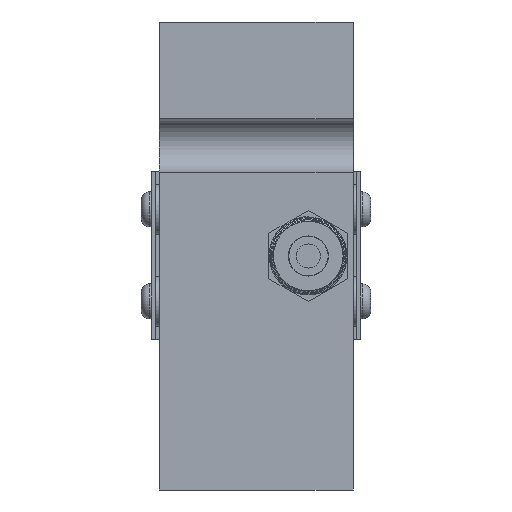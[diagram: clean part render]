
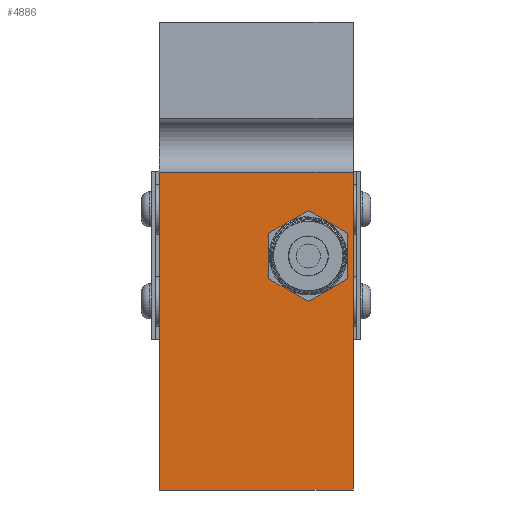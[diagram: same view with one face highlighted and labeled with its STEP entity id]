
A CAD part, left-side view. The second image highlights one B-rep face of the part: STEP entity #4886.
In plain terms, the highlighted planar face has unit normal (-1, 0, 0).
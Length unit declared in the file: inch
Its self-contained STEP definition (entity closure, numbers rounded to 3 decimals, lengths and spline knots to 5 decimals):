
#4045=CARTESIAN_POINT('',(4.99896,4.65094,-1.45));
#4046=VERTEX_POINT('',#4045);
#4053=CARTESIAN_POINT('',(4.99896,7.02594,-1.45));
#4054=VERTEX_POINT('',#4053);
#4055=CARTESIAN_POINT('',(4.99896,7.02594,-1.45));
#4056=DIRECTION('',(0.0,-1.0,0.0));
#4057=VECTOR('',#4056,2.375);
#4058=LINE('',#4055,#4057);
#4059=EDGE_CURVE('',#4054,#4046,#4058,.T.);
#4617=CARTESIAN_POINT('',(4.99896,4.65094,0.0));
#4618=VERTEX_POINT('',#4617);
#4625=CARTESIAN_POINT('',(4.99896,4.65094,0.0));
#4626=DIRECTION('',(0.0,0.0,-1.0));
#4627=VECTOR('',#4626,1.45);
#4628=LINE('',#4625,#4627);
#4629=EDGE_CURVE('',#4618,#4046,#4628,.T.);
#4799=CARTESIAN_POINT('',(4.99896,7.02594,0.0));
#4800=VERTEX_POINT('',#4799);
#4801=CARTESIAN_POINT('',(4.99896,7.02594,0.0));
#4802=DIRECTION('',(0.0,0.0,-1.0));
#4803=VECTOR('',#4802,1.45);
#4804=LINE('',#4801,#4803);
#4805=EDGE_CURVE('',#4800,#4054,#4804,.T.);
#4820=CARTESIAN_POINT('',(4.99896,7.02594,0.0));
#4821=DIRECTION('',(-1.0,0.0,0.0));
#4822=DIRECTION('',(0.0,0.0,1.0));
#4823=AXIS2_PLACEMENT_3D('',#4820,#4821,#4822);
#4824=PLANE('',#4823);
#4825=ORIENTED_EDGE('',*,*,#4059,.T.);
#4826=ORIENTED_EDGE('',*,*,#4629,.F.);
#4827=CARTESIAN_POINT('',(4.99896,4.65094,0.0));
#4828=DIRECTION('',(0.0,1.0,0.0));
#4829=VECTOR('',#4828,2.375);
#4830=LINE('',#4827,#4829);
#4831=EDGE_CURVE('',#4618,#4800,#4830,.T.);
#4832=ORIENTED_EDGE('',*,*,#4831,.T.);
#4833=ORIENTED_EDGE('',*,*,#4805,.T.);
#4834=EDGE_LOOP('',(#4825,#4826,#4832,#4833));
#4835=FACE_OUTER_BOUND('',#4834,.T.);
#4836=CARTESIAN_POINT('',(4.99896,5.10562,-0.8195));
#4837=VERTEX_POINT('',#4836);
#4838=CARTESIAN_POINT('',(4.99896,4.9353,-1.1145));
#4839=VERTEX_POINT('',#4838);
#4840=CARTESIAN_POINT('',(4.99896,5.10562,-0.8195));
#4841=DIRECTION('',(0.0,-0.5,-0.866));
#4842=VECTOR('',#4841,0.34064);
#4843=LINE('',#4840,#4842);
#4844=EDGE_CURVE('',#4837,#4839,#4843,.T.);
#4845=ORIENTED_EDGE('',*,*,#4844,.T.);
#4846=CARTESIAN_POINT('',(4.99896,5.10562,-1.4095));
#4847=VERTEX_POINT('',#4846);
#4848=CARTESIAN_POINT('',(4.99896,4.9353,-1.1145));
#4849=DIRECTION('',(0.0,0.5,-0.866));
#4850=VECTOR('',#4849,0.34064);
#4851=LINE('',#4848,#4850);
#4852=EDGE_CURVE('',#4839,#4847,#4851,.T.);
#4853=ORIENTED_EDGE('',*,*,#4852,.T.);
#4854=CARTESIAN_POINT('',(4.99896,5.44626,-1.4095));
#4855=VERTEX_POINT('',#4854);
#4856=CARTESIAN_POINT('',(4.99896,5.10562,-1.4095));
#4857=DIRECTION('',(0.0,1.0,0.0));
#4858=VECTOR('',#4857,0.34064);
#4859=LINE('',#4856,#4858);
#4860=EDGE_CURVE('',#4847,#4855,#4859,.T.);
#4861=ORIENTED_EDGE('',*,*,#4860,.T.);
#4862=CARTESIAN_POINT('',(4.99896,5.61657,-1.1145));
#4863=VERTEX_POINT('',#4862);
#4864=CARTESIAN_POINT('',(4.99896,5.44626,-1.4095));
#4865=DIRECTION('',(0.0,0.5,0.866));
#4866=VECTOR('',#4865,0.34064);
#4867=LINE('',#4864,#4866);
#4868=EDGE_CURVE('',#4855,#4863,#4867,.T.);
#4869=ORIENTED_EDGE('',*,*,#4868,.T.);
#4870=CARTESIAN_POINT('',(4.99896,5.44626,-0.8195));
#4871=VERTEX_POINT('',#4870);
#4872=CARTESIAN_POINT('',(4.99896,5.61657,-1.1145));
#4873=DIRECTION('',(0.0,-0.5,0.866));
#4874=VECTOR('',#4873,0.34064);
#4875=LINE('',#4872,#4874);
#4876=EDGE_CURVE('',#4863,#4871,#4875,.T.);
#4877=ORIENTED_EDGE('',*,*,#4876,.T.);
#4878=CARTESIAN_POINT('',(4.99896,5.44626,-0.8195));
#4879=DIRECTION('',(0.0,-1.0,0.0));
#4880=VECTOR('',#4879,0.34064);
#4881=LINE('',#4878,#4880);
#4882=EDGE_CURVE('',#4871,#4837,#4881,.T.);
#4883=ORIENTED_EDGE('',*,*,#4882,.T.);
#4884=EDGE_LOOP('',(#4845,#4853,#4861,#4869,#4877,#4883));
#4885=FACE_BOUND('',#4884,.T.);
#4886=ADVANCED_FACE('',(#4835,#4885),#4824,.T.);
